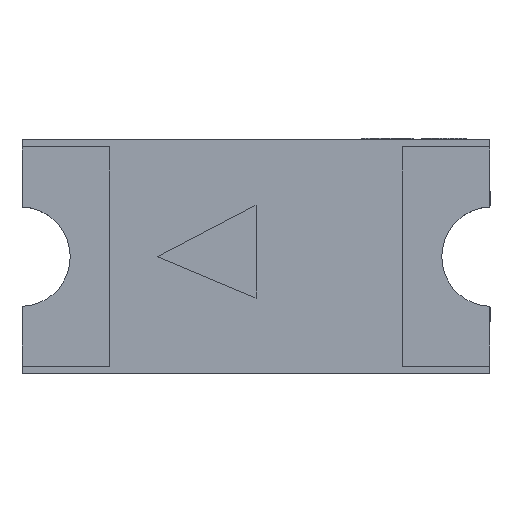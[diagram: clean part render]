
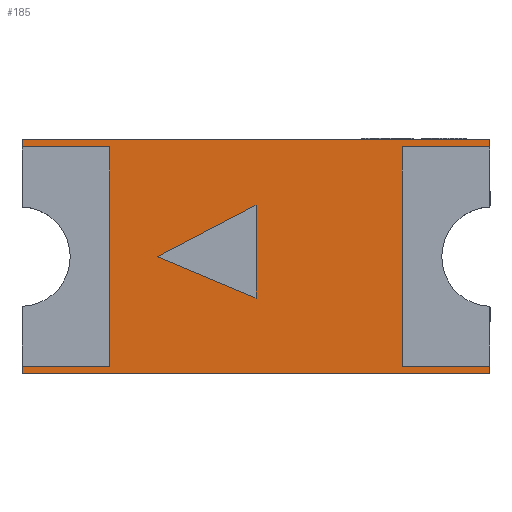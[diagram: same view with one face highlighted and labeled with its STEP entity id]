
A CAD part, top view. The second image highlights one B-rep face of the part: STEP entity #185.
In plain terms, the highlighted planar face has unit normal (0, 0, 1).
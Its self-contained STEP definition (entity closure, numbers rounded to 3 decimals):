
#185 = ADVANCED_FACE ( 'NONE', ( #3373, #13871 ), #9134, .F. ) ;
#216 = VERTEX_POINT ( 'NONE', #14878 ) ;
#332 = VERTEX_POINT ( 'NONE', #13444 ) ;
#1034 = ORIENTED_EDGE ( 'NONE', *, *, #7683, .F. ) ;
#1054 = CARTESIAN_POINT ( 'NONE',  ( -0.673, 0., 0. ) ) ;
#1083 = CARTESIAN_POINT ( 'NONE',  ( -1.61, 0., 0. ) ) ;
#1235 = VERTEX_POINT ( 'NONE', #5129 ) ;
#1263 = EDGE_CURVE ( 'NONE', #10114, #6422, #3406, .T. ) ;
#1375 = VERTEX_POINT ( 'NONE', #11299 ) ;
#1438 = DIRECTION ( 'NONE',  ( 0., 0., -1. ) ) ;
#1450 = VERTEX_POINT ( 'NONE', #10768 ) ;
#1497 = CARTESIAN_POINT ( 'NONE',  ( 0., -0.283, 0. ) ) ;
#1632 = DIRECTION ( 'NONE',  ( 0., 0., -1. ) ) ;
#1838 = VECTOR ( 'NONE', #8179, 1000. ) ;
#1984 = CARTESIAN_POINT ( 'NONE',  ( -1.6, -0.8, 0. ) ) ;
#2075 = CARTESIAN_POINT ( 'NONE',  ( -1.26, 0., 0. ) ) ;
#2206 = EDGE_CURVE ( 'NONE', #14500, #216, #11988, .T. ) ;
#2239 = LINE ( 'NONE', #14894, #13081 ) ;
#2593 = CARTESIAN_POINT ( 'NONE',  ( 0., -0.283, 0. ) ) ;
#2754 = DIRECTION ( 'NONE',  ( -0.886, -0.463, 0. ) ) ;
#2802 = DIRECTION ( 'NONE',  ( 1., 0., 0. ) ) ;
#3373 = FACE_OUTER_BOUND ( 'NONE', #11460, .T. ) ;
#3406 = CIRCLE ( 'NONE', #8809, 0.35 ) ;
#3485 = CARTESIAN_POINT ( 'NONE',  ( 1.6, -0.8, 0. ) ) ;
#3700 = VECTOR ( 'NONE', #14533, 1000. ) ;
#3727 = EDGE_CURVE ( 'NONE', #216, #13622, #6361, .T. ) ;
#3889 = ORIENTED_EDGE ( 'NONE', *, *, #13385, .T. ) ;
#4028 = VECTOR ( 'NONE', #7320, 1000. ) ;
#4077 = DIRECTION ( 'NONE',  ( 0., 1., 0. ) ) ;
#4187 = VERTEX_POINT ( 'NONE', #5740 ) ;
#4251 = ORIENTED_EDGE ( 'NONE', *, *, #11322, .T. ) ;
#4488 = ORIENTED_EDGE ( 'NONE', *, *, #3727, .F. ) ;
#4737 = DIRECTION ( 'NONE',  ( 0.922, -0.388, 0. ) ) ;
#5129 = CARTESIAN_POINT ( 'NONE',  ( 1.6, -0.8, 0. ) ) ;
#5240 = CARTESIAN_POINT ( 'NONE',  ( 0., 0.352, 0. ) ) ;
#5482 = DIRECTION ( 'NONE',  ( 0., 0., -1. ) ) ;
#5647 = VERTEX_POINT ( 'NONE', #5849 ) ;
#5724 = EDGE_CURVE ( 'NONE', #10114, #1235, #7985, .T. ) ;
#5729 = CARTESIAN_POINT ( 'NONE',  ( -0.673, 0., 0. ) ) ;
#5740 = CARTESIAN_POINT ( 'NONE',  ( -1.6, 0.35, 0. ) ) ;
#5785 = DIRECTION ( 'NONE',  ( 0., 0., -1. ) ) ;
#5849 = CARTESIAN_POINT ( 'NONE',  ( -1.6, -0.8, 0. ) ) ;
#5947 = ORIENTED_EDGE ( 'NONE', *, *, #5724, .F. ) ;
#5992 = CARTESIAN_POINT ( 'NONE',  ( -1.6, -0.8, 0. ) ) ;
#6141 = DIRECTION ( 'NONE',  ( 1., 0., 0. ) ) ;
#6188 = EDGE_CURVE ( 'NONE', #13622, #14500, #12752, .T. ) ;
#6199 = DIRECTION ( 'NONE',  ( 0., 1., 0. ) ) ;
#6266 = EDGE_CURVE ( 'NONE', #1450, #332, #11065, .T. ) ;
#6361 = LINE ( 'NONE', #5240, #10562 ) ;
#6422 = VERTEX_POINT ( 'NONE', #12727 ) ;
#6527 = LINE ( 'NONE', #1984, #11641 ) ;
#6868 = CIRCLE ( 'NONE', #12241, 0.35 ) ;
#7019 = LINE ( 'NONE', #3485, #1838 ) ;
#7320 = DIRECTION ( 'NONE',  ( 1., 0., 0. ) ) ;
#7466 = CARTESIAN_POINT ( 'NONE',  ( -1.6, 0.8, 0. ) ) ;
#7683 = EDGE_CURVE ( 'NONE', #5647, #1375, #6527, .T. ) ;
#7985 = LINE ( 'NONE', #12633, #3700 ) ;
#8179 = DIRECTION ( 'NONE',  ( 0., -1., 0. ) ) ;
#8316 = ORIENTED_EDGE ( 'NONE', *, *, #10945, .F. ) ;
#8387 = VERTEX_POINT ( 'NONE', #2075 ) ;
#8524 = CARTESIAN_POINT ( 'NONE',  ( -1.61, 0., 0. ) ) ;
#8809 = AXIS2_PLACEMENT_3D ( 'NONE', #12057, #1632, #2802 ) ;
#8934 = CIRCLE ( 'NONE', #10892, 0.35 ) ;
#9134 = PLANE ( 'NONE',  #14129 ) ;
#9728 = VECTOR ( 'NONE', #6199, 1000. ) ;
#10114 = VERTEX_POINT ( 'NONE', #11358 ) ;
#10140 = DIRECTION ( 'NONE',  ( 1., 0., 0. ) ) ;
#10551 = VECTOR ( 'NONE', #12795, 1000. ) ;
#10562 = VECTOR ( 'NONE', #2754, 1000. ) ;
#10768 = CARTESIAN_POINT ( 'NONE',  ( -1.6, 0.8, 0. ) ) ;
#10892 = AXIS2_PLACEMENT_3D ( 'NONE', #1083, #5785, #10140 ) ;
#10945 = EDGE_CURVE ( 'NONE', #332, #6422, #7019, .T. ) ;
#11065 = LINE ( 'NONE', #7466, #4028 ) ;
#11299 = CARTESIAN_POINT ( 'NONE',  ( -1.6, -0.35, 0. ) ) ;
#11320 = EDGE_CURVE ( 'NONE', #4187, #1450, #2239, .T. ) ;
#11322 = EDGE_CURVE ( 'NONE', #8387, #1375, #8934, .T. ) ;
#11358 = CARTESIAN_POINT ( 'NONE',  ( 1.6, -0.35, 0. ) ) ;
#11460 = EDGE_LOOP ( 'NONE', ( #12642, #3889, #4251, #1034, #11577, #5947, #11623, #8316, #11655 ) ) ;
#11577 = ORIENTED_EDGE ( 'NONE', *, *, #13356, .F. ) ;
#11623 = ORIENTED_EDGE ( 'NONE', *, *, #1263, .T. ) ;
#11641 = VECTOR ( 'NONE', #4077, 1000. ) ;
#11655 = ORIENTED_EDGE ( 'NONE', *, *, #6266, .F. ) ;
#11784 = ORIENTED_EDGE ( 'NONE', *, *, #6188, .F. ) ;
#11988 = LINE ( 'NONE', #1497, #9728 ) ;
#12057 = CARTESIAN_POINT ( 'NONE',  ( 1.61, 0., 0. ) ) ;
#12208 = ORIENTED_EDGE ( 'NONE', *, *, #2206, .F. ) ;
#12241 = AXIS2_PLACEMENT_3D ( 'NONE', #8524, #1438, #6141 ) ;
#12564 = VECTOR ( 'NONE', #4737, 1000. ) ;
#12630 = CARTESIAN_POINT ( 'NONE',  ( 0., 0., 0. ) ) ;
#12633 = CARTESIAN_POINT ( 'NONE',  ( 1.6, -0.8, 0. ) ) ;
#12642 = ORIENTED_EDGE ( 'NONE', *, *, #11320, .F. ) ;
#12727 = CARTESIAN_POINT ( 'NONE',  ( 1.6, 0.35, 0. ) ) ;
#12752 = LINE ( 'NONE', #5729, #12564 ) ;
#12795 = DIRECTION ( 'NONE',  ( -1., 0., 0. ) ) ;
#12810 = DIRECTION ( 'NONE',  ( 0., 1., 0. ) ) ;
#13025 = LINE ( 'NONE', #5992, #10551 ) ;
#13081 = VECTOR ( 'NONE', #12810, 1000. ) ;
#13356 = EDGE_CURVE ( 'NONE', #1235, #5647, #13025, .T. ) ;
#13385 = EDGE_CURVE ( 'NONE', #4187, #8387, #6868, .T. ) ;
#13444 = CARTESIAN_POINT ( 'NONE',  ( 1.6, 0.8, 0. ) ) ;
#13622 = VERTEX_POINT ( 'NONE', #1054 ) ;
#13797 = DIRECTION ( 'NONE',  ( 1., 0., 0. ) ) ;
#13871 = FACE_BOUND ( 'NONE', #14989, .T. ) ;
#14129 = AXIS2_PLACEMENT_3D ( 'NONE', #12630, #5482, #13797 ) ;
#14500 = VERTEX_POINT ( 'NONE', #2593 ) ;
#14533 = DIRECTION ( 'NONE',  ( 0., -1., 0. ) ) ;
#14878 = CARTESIAN_POINT ( 'NONE',  ( 0., 0.352, 0. ) ) ;
#14894 = CARTESIAN_POINT ( 'NONE',  ( -1.6, -0.8, 0. ) ) ;
#14989 = EDGE_LOOP ( 'NONE', ( #12208, #11784, #4488 ) ) ;
